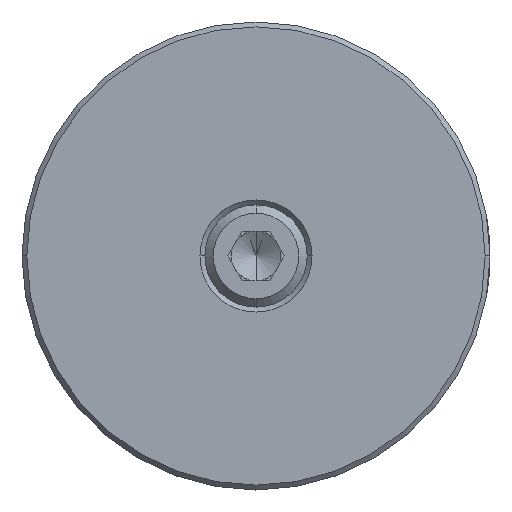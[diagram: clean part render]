
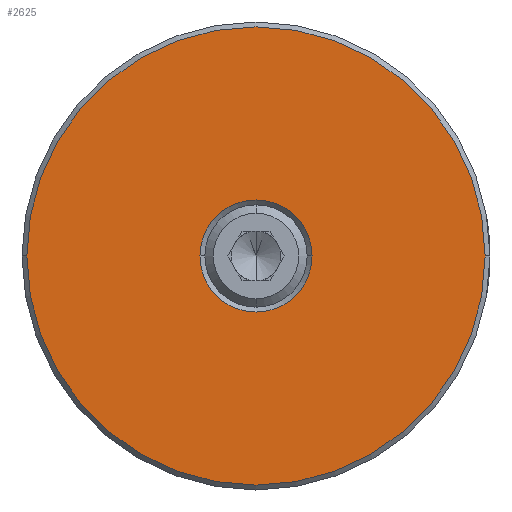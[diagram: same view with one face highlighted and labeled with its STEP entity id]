
A CAD part, left-side view. The second image highlights one B-rep face of the part: STEP entity #2625.
In plain terms, the highlighted planar face has unit normal (-1, 0, 0).
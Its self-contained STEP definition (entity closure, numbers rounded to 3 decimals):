
#1845 = CARTESIAN_POINT ( 'NONE',  ( -27.8, 0., 0. ) ) ;
#1848 = PLANE ( 'NONE',  #18195 ) ;
#1850 = DIRECTION ( 'NONE',  ( 1., 0., 0. ) ) ;
#1851 = DIRECTION ( 'NONE',  ( 0., 1., 0. ) ) ;
#2625 = ADVANCED_FACE ( 'NONE', ( #19315, #19304 ), #1848, .F. ) ;
#6464 = VERTEX_POINT ( 'NONE', #36118 ) ;
#6469 = VERTEX_POINT ( 'NONE', #36123 ) ;
#6478 = VERTEX_POINT ( 'NONE', #36132 ) ;
#6482 = VERTEX_POINT ( 'NONE', #36136 ) ;
#7704 = ORIENTED_EDGE ( 'NONE', *, *, #14121, .T. ) ;
#7711 = ORIENTED_EDGE ( 'NONE', *, *, #14866, .T. ) ;
#7715 = ORIENTED_EDGE ( 'NONE', *, *, #14844, .T. ) ;
#7719 = ORIENTED_EDGE ( 'NONE', *, *, #14050, .T. ) ;
#9178 = CIRCLE ( 'NONE', #17971, 18.8 ) ;
#9210 = CIRCLE ( 'NONE', #17959, 4.6 ) ;
#9552 = CIRCLE ( 'NONE', #10634, 18.8 ) ;
#9579 = CIRCLE ( 'NONE', #10638, 4.6 ) ;
#10102 = CARTESIAN_POINT ( 'NONE',  ( -27.8, 0., 0. ) ) ;
#10103 = DIRECTION ( 'NONE',  ( -1., 0., 0. ) ) ;
#10104 = DIRECTION ( 'NONE',  ( 0., 1., 0. ) ) ;
#10237 = CARTESIAN_POINT ( 'NONE',  ( -27.8, 0., 0. ) ) ;
#10238 = DIRECTION ( 'NONE',  ( 1., 0., 0. ) ) ;
#10239 = DIRECTION ( 'NONE',  ( 0., 1., 0. ) ) ;
#10634 = AXIS2_PLACEMENT_3D ( 'NONE', #12589, #12591, #12593 ) ;
#10638 = AXIS2_PLACEMENT_3D ( 'NONE', #12672, #12673, #12674 ) ;
#12589 = CARTESIAN_POINT ( 'NONE',  ( -27.8, 0., 0. ) ) ;
#12591 = DIRECTION ( 'NONE',  ( -1., 0., 0. ) ) ;
#12593 = DIRECTION ( 'NONE',  ( 0., 1., 0. ) ) ;
#12672 = CARTESIAN_POINT ( 'NONE',  ( -27.8, 0., 0. ) ) ;
#12673 = DIRECTION ( 'NONE',  ( 1., 0., 0. ) ) ;
#12674 = DIRECTION ( 'NONE',  ( 0., 1., 0. ) ) ;
#14050 = EDGE_CURVE ( 'NONE', #6469, #6464, #9178, .T. ) ;
#14121 = EDGE_CURVE ( 'NONE', #6478, #6482, #9210, .T. ) ;
#14844 = EDGE_CURVE ( 'NONE', #6464, #6469, #9552, .T. ) ;
#14866 = EDGE_CURVE ( 'NONE', #6482, #6478, #9579, .T. ) ;
#17959 = AXIS2_PLACEMENT_3D ( 'NONE', #10237, #10238, #10239 ) ;
#17971 = AXIS2_PLACEMENT_3D ( 'NONE', #10102, #10103, #10104 ) ;
#18195 = AXIS2_PLACEMENT_3D ( 'NONE', #1845, #1850, #1851 ) ;
#19304 = FACE_OUTER_BOUND ( 'NONE', #29852, .T. ) ;
#19315 = FACE_BOUND ( 'NONE', #25670, .T. ) ;
#25670 = EDGE_LOOP ( 'NONE', ( #7704, #7711 ) ) ;
#29852 = EDGE_LOOP ( 'NONE', ( #7715, #7719 ) ) ;
#36118 = CARTESIAN_POINT ( 'NONE',  ( -27.8, 18.8, 0. ) ) ;
#36123 = CARTESIAN_POINT ( 'NONE',  ( -27.8, -18.8, 0. ) ) ;
#36132 = CARTESIAN_POINT ( 'NONE',  ( -27.8, -4.6, 0. ) ) ;
#36136 = CARTESIAN_POINT ( 'NONE',  ( -27.8, 4.6, 0. ) ) ;
